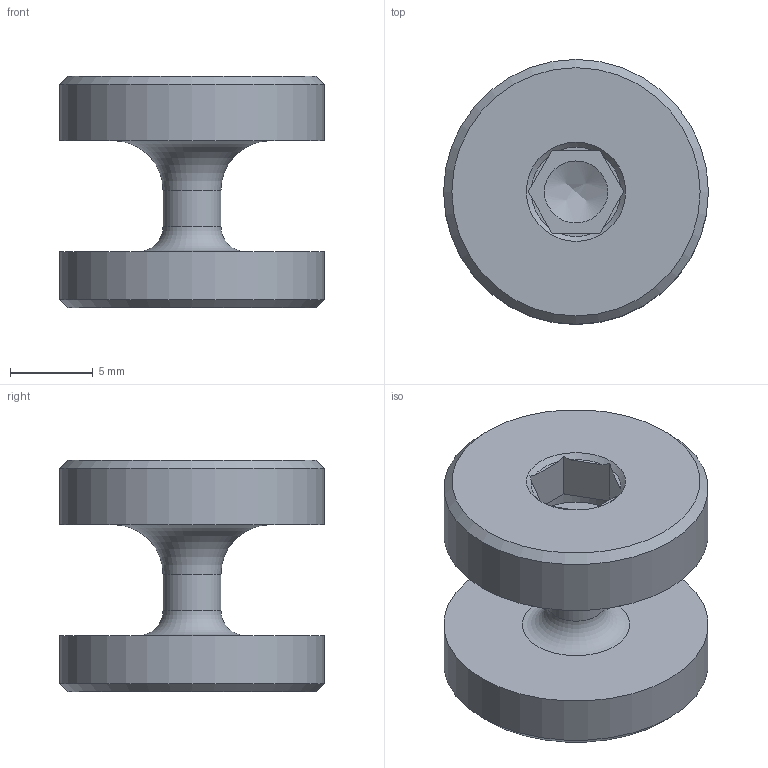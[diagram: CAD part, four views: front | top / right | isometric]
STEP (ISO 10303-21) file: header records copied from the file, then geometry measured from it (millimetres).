
FILE_DESCRIPTION (( 'STEP AP203' ), '1' );
FILE_NAME ('UM16.step', '2024-04-03T14:03:31', ( '' ), ( '' ), 'SwSTEP 2.0', 'SolidWorks 2022', '' );
FILE_SCHEMA (( 'CONFIG_CONTROL_DESIGN' ));
Length unit declared in the file: millimetre
Products named in the file (1): UM16
Bounding box: 16 x 16 x 14 mm (x, y, z)
Volume: 1469.3 mm3; surface area: 1251.4 mm2
Topology: 1 solids, 1 shells, 28 faces, 60 edges, 39 vertices
Faces by surface type: plane 18, cylinder 4, cone 3, torus 2, bspline 1
Full cylindrical faces by diameter (mm): 3.5 x1, 5.85 x1, 16 x2
Entity records: 987 total; most frequent: CARTESIAN_POINT 351, DIRECTION 112, ORIENTED_EDGE 100, EDGE_CURVE 50, AXIS2_PLACEMENT_3D 47, EDGE_LOOP 42, VERTEX_POINT 38, FACE_OUTER_BOUND 34
